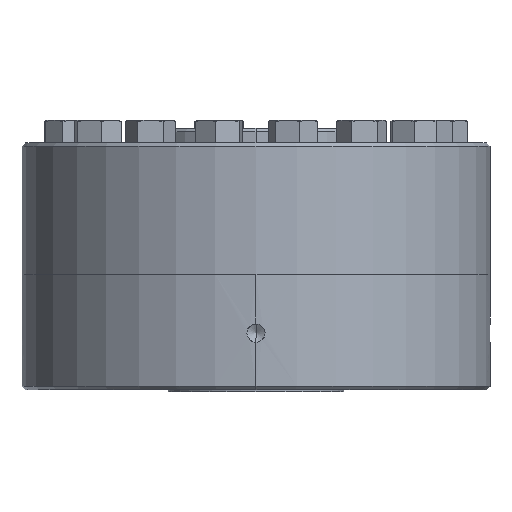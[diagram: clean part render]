
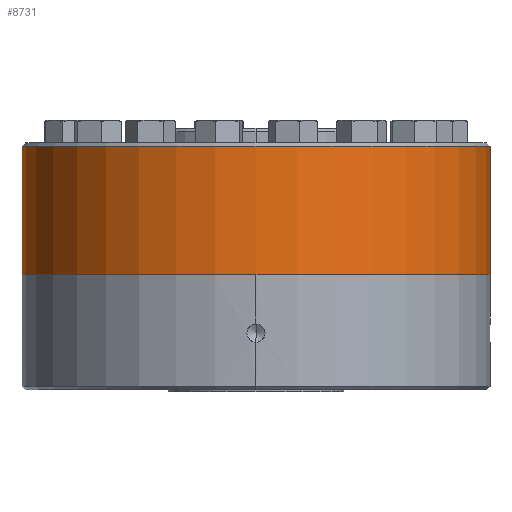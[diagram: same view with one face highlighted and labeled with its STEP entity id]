
A CAD part, left-side view. The second image highlights one B-rep face of the part: STEP entity #8731.
In plain terms, the highlighted cylindrical face has radius 101.575 mm (diameter 203.149 mm), a partial arc.
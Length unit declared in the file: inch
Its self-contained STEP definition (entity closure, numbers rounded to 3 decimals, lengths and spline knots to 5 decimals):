
#2566 = FACE_OUTER_BOUND ( 'NONE', #8460, .T. ) ;
#2567 = CYLINDRICAL_SURFACE ( 'NONE', #2568, 3.999 ) ;
#2568 = AXIS2_PLACEMENT_3D ( 'NONE', #2569, #2570, #2571 ) ;
#2569 = CARTESIAN_POINT ( 'NONE',  ( 0., 0., -0.06 ) ) ;
#2570 = DIRECTION ( 'NONE',  ( 0., 0., -1. ) ) ;
#2571 = DIRECTION ( 'NONE',  ( 0., 1., 0. ) ) ;
#2608 = CARTESIAN_POINT ( 'NONE',  ( 0., 3.999, -2.25 ) ) ;
#2839 = CIRCLE ( 'NONE', #2840, 3.999 ) ;
#2840 = AXIS2_PLACEMENT_3D ( 'NONE', #2841, #2842, #2843 ) ;
#2841 = CARTESIAN_POINT ( 'NONE',  ( 0., 0., -2.25 ) ) ;
#2842 = DIRECTION ( 'NONE',  ( 0., 0., 1. ) ) ;
#2843 = DIRECTION ( 'NONE',  ( 0., 1., 0. ) ) ;
#3051 = VERTEX_POINT ( 'NONE', #12851 ) ;
#3294 = EDGE_CURVE ( 'NONE', #4314, #3051, #12995, .T. ) ;
#4314 = VERTEX_POINT ( 'NONE', #13542 ) ;
#4548 = VERTEX_POINT ( 'NONE', #13644 ) ;
#5913 = CIRCLE ( 'NONE', #5918, 3.999 ) ;
#5918 = AXIS2_PLACEMENT_3D ( 'NONE', #5919, #5920, #5921 ) ;
#5919 = CARTESIAN_POINT ( 'NONE',  ( 0., 0., -0.06 ) ) ;
#5920 = DIRECTION ( 'NONE',  ( 0., 0., -1. ) ) ;
#5921 = DIRECTION ( 'NONE',  ( 0., 1., 0. ) ) ;
#8460 = EDGE_LOOP ( 'NONE', ( #9756, #9630, #9506, #9382 ) ) ;
#8731 = ADVANCED_FACE ( 'NONE', ( #2566 ), #2567, .T. ) ;
#9032 = EDGE_CURVE ( 'NONE', #12106, #3051, #2839, .T. ) ;
#9083 = LINE ( 'NONE', #9084, #9085 ) ;
#9084 = CARTESIAN_POINT ( 'NONE',  ( 0., 3.999, -0.06 ) ) ;
#9085 = VECTOR ( 'NONE', #9086, 39.37008 ) ;
#9086 = DIRECTION ( 'NONE',  ( 0., 0., -1. ) ) ;
#9382 = ORIENTED_EDGE ( 'NONE', *, *, #9032, .T. ) ;
#9506 = ORIENTED_EDGE ( 'NONE', *, *, #11312, .T. ) ;
#9630 = ORIENTED_EDGE ( 'NONE', *, *, #10095, .T. ) ;
#9756 = ORIENTED_EDGE ( 'NONE', *, *, #3294, .F. ) ;
#10095 = EDGE_CURVE ( 'NONE', #4314, #4548, #5913, .T. ) ;
#11312 = EDGE_CURVE ( 'NONE', #4548, #12106, #9083, .T. ) ;
#12106 = VERTEX_POINT ( 'NONE', #2608 ) ;
#12851 = CARTESIAN_POINT ( 'NONE',  ( 0., -3.999, -2.25 ) ) ;
#12995 = LINE ( 'NONE', #12996, #12997 ) ;
#12996 = CARTESIAN_POINT ( 'NONE',  ( 0., -3.999, -0.06 ) ) ;
#12997 = VECTOR ( 'NONE', #12998, 39.37008 ) ;
#12998 = DIRECTION ( 'NONE',  ( 0., 0., -1. ) ) ;
#13542 = CARTESIAN_POINT ( 'NONE',  ( 0., -3.999, -0.06 ) ) ;
#13644 = CARTESIAN_POINT ( 'NONE',  ( 0., 3.999, -0.06 ) ) ;
